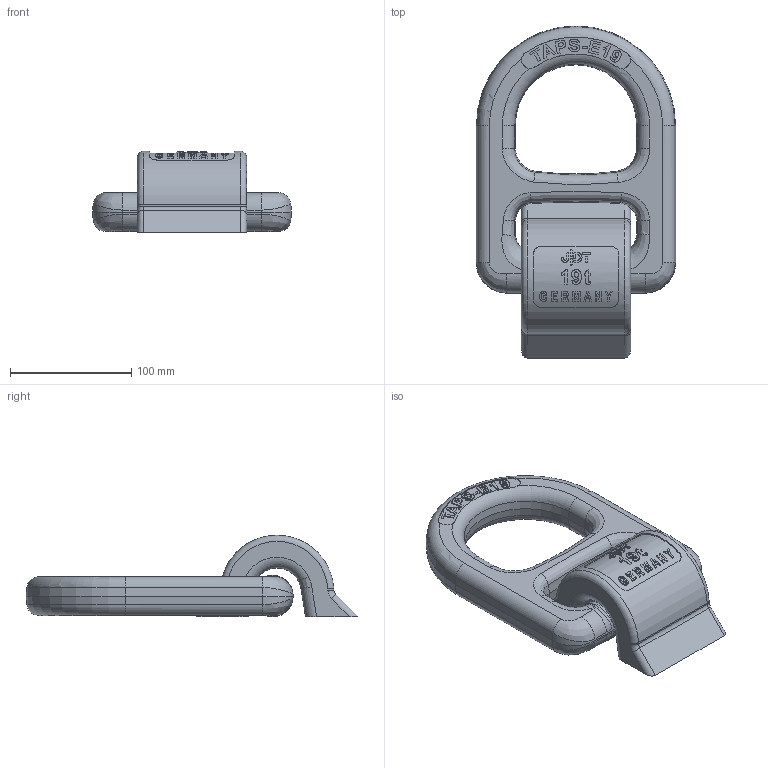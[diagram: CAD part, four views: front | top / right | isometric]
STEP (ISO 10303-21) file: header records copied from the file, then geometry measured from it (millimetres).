
FILE_DESCRIPTION(/* description */ (''),/* implementation_level */ '2;1');
FILE_NAME(/* name */ 'TAPS-E 19 90°.stp',/* time_stamp */ '2022-05-23T12:31:07+02:00',/* author */ (''),/* organization */ (''),/* preprocessor_version */ 'ST-DEVELOPER v16',/* originating_system */ 'SIEMENS PLM Software NX 11.0',/* authorisation */ '');
FILE_SCHEMA (('AUTOMOTIVE_DESIGN { 1 0 10303 214 3 1 1 1 }'));
Length unit declared in the file: millimetre
Products named in the file (1): CAD0056457_001_TAPS-E 19
Bounding box: 164 x 273.39 x 67.1 mm (x, y, z)
Volume: 973691.9 mm3; surface area: 113372.7 mm2
Topology: 2 solids, 2 shells, 467 faces, 1185 edges, 750 vertices
Faces by surface type: plane 208, cylinder 85, bspline 74, extrusion 70, cone 16, torus 14
Entity records: 19804 total; most frequent: CARTESIAN_POINT 9594, ORIENTED_EDGE 2370, DIRECTION 1684, EDGE_CURVE 1185, VERTEX_POINT 750, AXIS2_PLACEMENT_3D 574, VECTOR 536, EDGE_LOOP 499
